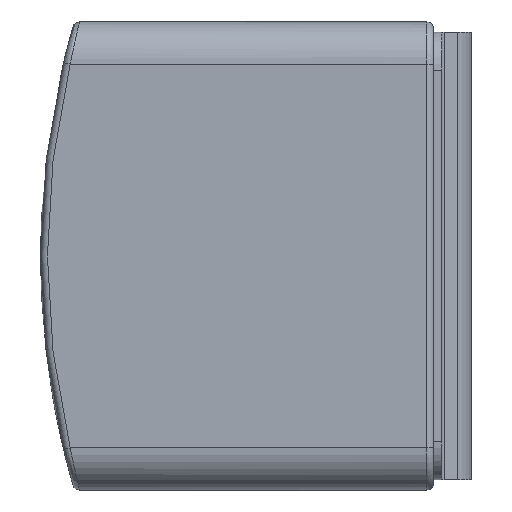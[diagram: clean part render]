
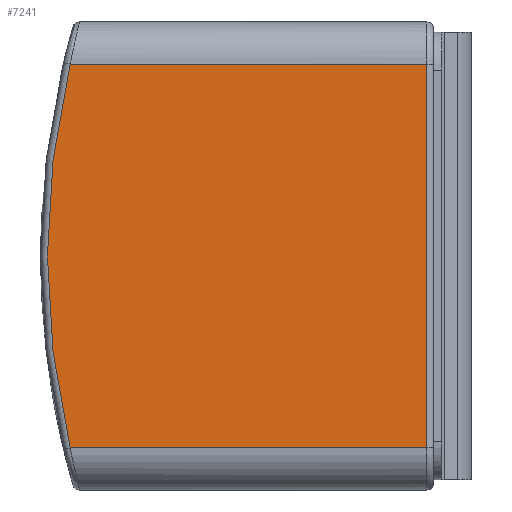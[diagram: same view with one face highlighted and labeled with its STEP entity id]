
A CAD part, left-side view. The second image highlights one B-rep face of the part: STEP entity #7241.
In plain terms, the highlighted planar face has unit normal (-1, 0, 0).
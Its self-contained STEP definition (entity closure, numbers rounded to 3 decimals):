
#19 = FACE_OUTER_BOUND ( 'NONE', #7974, .T. ) ;
#80 = AXIS2_PLACEMENT_3D ( 'NONE', #4197, #7701, #3158 ) ;
#403 = VERTEX_POINT ( 'NONE', #6633 ) ;
#424 = EDGE_CURVE ( 'NONE', #9527, #1186, #4194, .T. ) ;
#763 = LINE ( 'NONE', #4217, #5221 ) ;
#1186 = VERTEX_POINT ( 'NONE', #10329 ) ;
#1395 = EDGE_CURVE ( 'NONE', #403, #9527, #4949, .T. ) ;
#1573 = ORIENTED_EDGE ( 'NONE', *, *, #4321, .T. ) ;
#1911 = CARTESIAN_POINT ( 'NONE',  ( -32.7, 0.8, 22.7 ) ) ;
#2074 = CARTESIAN_POINT ( 'NONE',  ( -32.7, 0.8, 22.7 ) ) ;
#2448 = CARTESIAN_POINT ( 'NONE',  ( -32.7, 43.01, -22.7 ) ) ;
#2495 = DIRECTION ( 'NONE',  ( 0., -1., 0. ) ) ;
#2496 = CARTESIAN_POINT ( 'NONE',  ( -32.7, -51.411, 0. ) ) ;
#2638 = VECTOR ( 'NONE', #3616, 1000. ) ;
#3158 = DIRECTION ( 'NONE',  ( 0., 0., 1. ) ) ;
#3303 = DIRECTION ( 'NONE',  ( -1., 0., 0. ) ) ;
#3616 = DIRECTION ( 'NONE',  ( 0., 0., 1. ) ) ;
#4093 = CARTESIAN_POINT ( 'NONE',  ( -32.7, 0., -22.7 ) ) ;
#4194 = LINE ( 'NONE', #4093, #8329 ) ;
#4197 = CARTESIAN_POINT ( 'NONE',  ( -32.7, -51.411, 0. ) ) ;
#4217 = CARTESIAN_POINT ( 'NONE',  ( -32.7, 42.5, 22.7 ) ) ;
#4321 = EDGE_CURVE ( 'NONE', #7750, #403, #763, .T. ) ;
#4949 = CIRCLE ( 'NONE', #80, 97.111 ) ;
#5221 = VECTOR ( 'NONE', #11108, 1000. ) ;
#5719 = ORIENTED_EDGE ( 'NONE', *, *, #1395, .T. ) ;
#5945 = DIRECTION ( 'NONE',  ( 0., 0., 1. ) ) ;
#6137 = ORIENTED_EDGE ( 'NONE', *, *, #424, .T. ) ;
#6633 = CARTESIAN_POINT ( 'NONE',  ( -32.7, 43.01, 22.7 ) ) ;
#7241 = ADVANCED_FACE ( 'NONE', ( #19 ), #7637, .T. ) ;
#7637 = PLANE ( 'NONE',  #10627 ) ;
#7701 = DIRECTION ( 'NONE',  ( -1., 0., 0. ) ) ;
#7750 = VERTEX_POINT ( 'NONE', #2074 ) ;
#7974 = EDGE_LOOP ( 'NONE', ( #6137, #10345, #1573, #5719 ) ) ;
#8172 = LINE ( 'NONE', #1911, #2638 ) ;
#8329 = VECTOR ( 'NONE', #2495, 1000. ) ;
#9377 = EDGE_CURVE ( 'NONE', #1186, #7750, #8172, .T. ) ;
#9527 = VERTEX_POINT ( 'NONE', #2448 ) ;
#10329 = CARTESIAN_POINT ( 'NONE',  ( -32.7, 0.8, -22.7 ) ) ;
#10345 = ORIENTED_EDGE ( 'NONE', *, *, #9377, .T. ) ;
#10627 = AXIS2_PLACEMENT_3D ( 'NONE', #2496, #3303, #5945 ) ;
#11108 = DIRECTION ( 'NONE',  ( 0., 1., 0. ) ) ;
